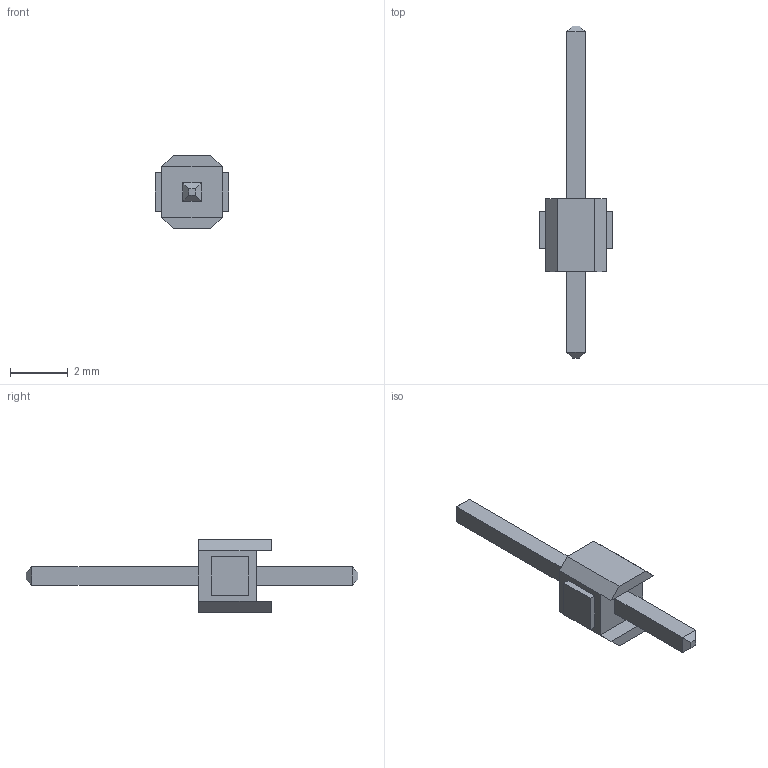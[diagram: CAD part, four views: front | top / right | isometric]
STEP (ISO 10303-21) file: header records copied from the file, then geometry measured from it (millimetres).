
FILE_DESCRIPTION (( 'STEP AP214' ), '1' );
FILE_NAME ('PLS-01.STEP', '2019-06-24T14:16:10', ( '' ), ( '' ), 'SwSTEP 2.0', 'SolidWorks 2018', '' );
FILE_SCHEMA (( 'AUTOMOTIVE_DESIGN' ));
Length unit declared in the file: millimetre
Products named in the file (1): PLS-01
Bounding box: 2.54 x 11.54 x 2.54 mm (x, y, z)
Volume: 15.4 mm3; surface area: 57.6 mm2
Topology: 1 solids, 1 shells, 42 faces, 96 edges, 60 vertices
Faces by surface type: plane 42
Entity records: 1640 total; most frequent: CARTESIAN_POINT 199, ORIENTED_EDGE 192, DIRECTION 182, EDGE_CURVE 96, LINE 96, VECTOR 96, VERTEX_POINT 60, EDGE_LOOP 46
